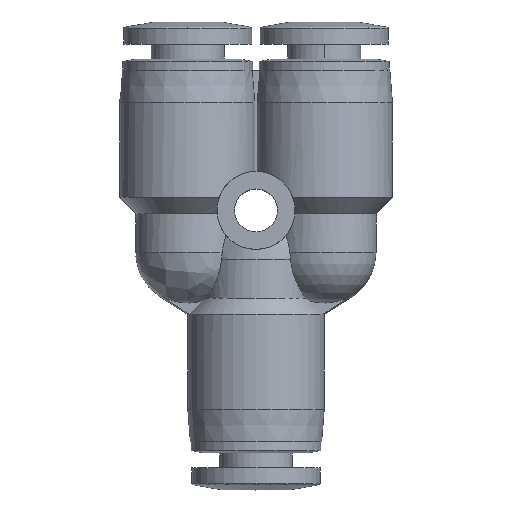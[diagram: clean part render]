
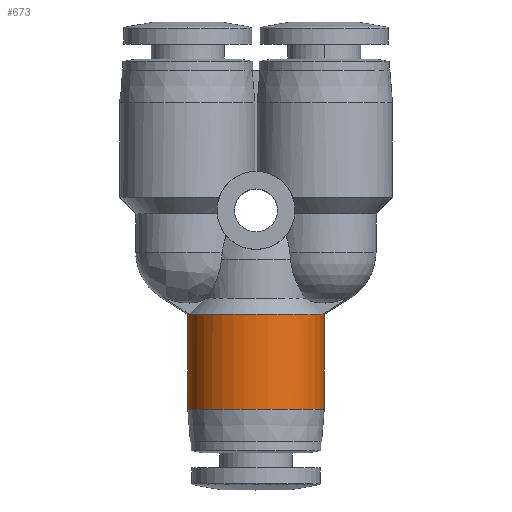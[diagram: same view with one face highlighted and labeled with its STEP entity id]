
A CAD part, top view. The second image highlights one B-rep face of the part: STEP entity #673.
In plain terms, the highlighted cylindrical face has radius 5.25 mm (diameter 10.5 mm), a partial arc.
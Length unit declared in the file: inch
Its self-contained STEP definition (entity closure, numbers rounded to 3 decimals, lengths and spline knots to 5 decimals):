
#209 = DIRECTION ( 'NONE',  ( -1., 0., 0. ) ) ;
#419 = EDGE_CURVE ( 'NONE', #950, #2415, #3018, .T. ) ;
#436 = CIRCLE ( 'NONE', #4632, 0.20669 ) ;
#499 = LINE ( 'NONE', #1789, #1620 ) ;
#509 = EDGE_CURVE ( 'NONE', #5567, #5354, #4558, .T. ) ;
#594 = ORIENTED_EDGE ( 'NONE', *, *, #1226, .F. ) ;
#673 = ADVANCED_FACE ( 'NONE', ( #3032 ), #2737, .T. ) ;
#950 = VERTEX_POINT ( 'NONE', #1125 ) ;
#1099 = VECTOR ( 'NONE', #2059, 39.37008 ) ;
#1125 = CARTESIAN_POINT ( 'NONE',  ( 0.20669, -0.31496, 0. ) ) ;
#1226 = EDGE_CURVE ( 'NONE', #5067, #5567, #5044, .T. ) ;
#1344 = CARTESIAN_POINT ( 'NONE',  ( -0.20291, -0.31496, 0.03937 ) ) ;
#1360 = DIRECTION ( 'NONE',  ( -1., 0., 0. ) ) ;
#1525 = CARTESIAN_POINT ( 'NONE',  ( 0.20669, -0.31496, 0. ) ) ;
#1582 = CARTESIAN_POINT ( 'NONE',  ( 0.20291, -0.31496, 0.03937 ) ) ;
#1620 = VECTOR ( 'NONE', #5033, 39.37008 ) ;
#1664 = DIRECTION ( 'NONE',  ( 0., 1., 0. ) ) ;
#1752 = CARTESIAN_POINT ( 'NONE',  ( 0., -0.60236, 0. ) ) ;
#1789 = CARTESIAN_POINT ( 'NONE',  ( 0.20669, -0.45866, 0. ) ) ;
#1811 = CARTESIAN_POINT ( 'NONE',  ( -0.20669, -0.31496, 0. ) ) ;
#1989 = CARTESIAN_POINT ( 'NONE',  ( 0., -0.31496, 0. ) ) ;
#2004 = CARTESIAN_POINT ( 'NONE',  ( 0., -0.45866, 0. ) ) ;
#2059 = DIRECTION ( 'NONE',  ( 0., 1., 0. ) ) ;
#2153 = CARTESIAN_POINT ( 'NONE',  ( -0.20669, -0.60236, 0. ) ) ;
#2250 = DIRECTION ( 'NONE',  ( -1., 0., 0. ) ) ;
#2323 = CARTESIAN_POINT ( 'NONE',  ( -0.20669, -0.31496, 0.01324 ) ) ;
#2337 = ORIENTED_EDGE ( 'NONE', *, *, #419, .T. ) ;
#2405 = AXIS2_PLACEMENT_3D ( 'NONE', #2004, #1664, #1360 ) ;
#2415 = VERTEX_POINT ( 'NONE', #4160 ) ;
#2419 = ORIENTED_EDGE ( 'NONE', *, *, #4431, .T. ) ;
#2737 = CYLINDRICAL_SURFACE ( 'NONE', #2405, 0.20669 ) ;
#3000 = CARTESIAN_POINT ( 'NONE',  ( -0.20291, -0.31496, 0.03937 ) ) ;
#3018 = B_SPLINE_CURVE_WITH_KNOTS ( 'NONE', 3,
 ( #1525, #4352, #4275, #1582 ),
 .UNSPECIFIED., .F., .F.,
 ( 4, 4 ),
 ( 0.00101, 0.00201 ),
 .UNSPECIFIED. ) ;
#3032 = FACE_OUTER_BOUND ( 'NONE', #5084, .T. ) ;
#3258 = CARTESIAN_POINT ( 'NONE',  ( -0.20543, -0.31496, 0.02637 ) ) ;
#3513 = EDGE_CURVE ( 'NONE', #3530, #950, #499, .T. ) ;
#3530 = VERTEX_POINT ( 'NONE', #5509 ) ;
#3938 = CARTESIAN_POINT ( 'NONE',  ( -0.20669, -0.45866, 0. ) ) ;
#4160 = CARTESIAN_POINT ( 'NONE',  ( 0.20291, -0.31496, 0.03937 ) ) ;
#4275 = CARTESIAN_POINT ( 'NONE',  ( 0.20543, -0.31496, 0.02637 ) ) ;
#4311 = ORIENTED_EDGE ( 'NONE', *, *, #509, .F. ) ;
#4352 = CARTESIAN_POINT ( 'NONE',  ( 0.20669, -0.31496, 0.01323 ) ) ;
#4431 = EDGE_CURVE ( 'NONE', #2415, #5354, #436, .T. ) ;
#4558 = B_SPLINE_CURVE_WITH_KNOTS ( 'NONE', 3,
 ( #1811, #2323, #3258, #1344 ),
 .UNSPECIFIED., .F., .F.,
 ( 4, 4 ),
 ( 0., 0.001 ),
 .UNSPECIFIED. ) ;
#4575 = CIRCLE ( 'NONE', #5514, 0.20669 ) ;
#4632 = AXIS2_PLACEMENT_3D ( 'NONE', #1989, #5222, #209 ) ;
#5002 = DIRECTION ( 'NONE',  ( 0., 1., 0. ) ) ;
#5033 = DIRECTION ( 'NONE',  ( 0., 1., 0. ) ) ;
#5044 = LINE ( 'NONE', #3938, #1099 ) ;
#5067 = VERTEX_POINT ( 'NONE', #2153 ) ;
#5084 = EDGE_LOOP ( 'NONE', ( #5977, #5776, #2337, #2419, #4311, #594 ) ) ;
#5222 = DIRECTION ( 'NONE',  ( 0., -1., 0. ) ) ;
#5354 = VERTEX_POINT ( 'NONE', #3000 ) ;
#5509 = CARTESIAN_POINT ( 'NONE',  ( 0.20669, -0.60236, 0. ) ) ;
#5514 = AXIS2_PLACEMENT_3D ( 'NONE', #1752, #5002, #2250 ) ;
#5519 = EDGE_CURVE ( 'NONE', #5067, #3530, #4575, .T. ) ;
#5567 = VERTEX_POINT ( 'NONE', #5905 ) ;
#5776 = ORIENTED_EDGE ( 'NONE', *, *, #3513, .T. ) ;
#5905 = CARTESIAN_POINT ( 'NONE',  ( -0.20669, -0.31496, 0. ) ) ;
#5977 = ORIENTED_EDGE ( 'NONE', *, *, #5519, .T. ) ;
